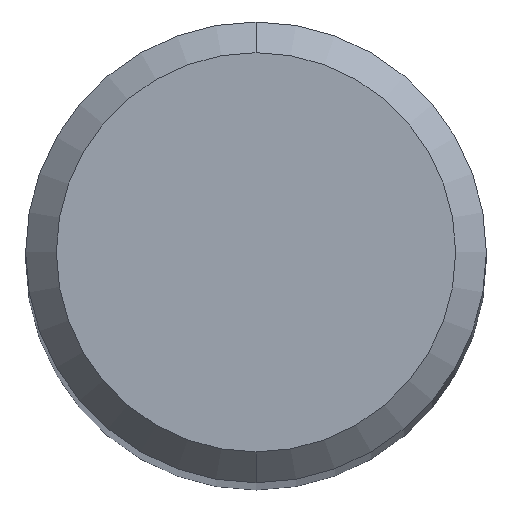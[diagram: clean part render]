
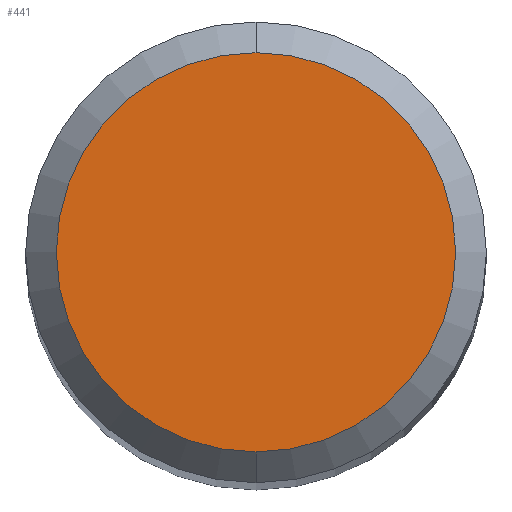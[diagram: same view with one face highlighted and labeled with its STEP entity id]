
A CAD part, top view. The second image highlights one B-rep face of the part: STEP entity #441.
In plain terms, the highlighted planar face has unit normal (0, 0, 1).
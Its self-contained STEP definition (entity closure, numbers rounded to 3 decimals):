
#191=VERTEX_POINT('',#501);
#349=EDGE_CURVE('',#365,#191,#673,.T.);
#365=VERTEX_POINT('',#689);
#397=EDGE_CURVE('',#191,#365,#724,.T.);
#441=ADVANCED_FACE('',(#774),#775,.T.);
#501=CARTESIAN_POINT('',(0.0,2.6,0.0));
#673=CIRCLE('',#1203,2.6);
#689=CARTESIAN_POINT('',(0.,-2.6,0.0));
#724=CIRCLE('',#1342,2.6);
#774=FACE_OUTER_BOUND('',#1401,.T.);
#775=PLANE('',#1402);
#1203=AXIS2_PLACEMENT_3D('',#1638,#1639,#1640);
#1342=AXIS2_PLACEMENT_3D('',#1702,#1703,#1704);
#1401=EDGE_LOOP('',(#1767,#1768));
#1402=AXIS2_PLACEMENT_3D('',#1769,#1770,#1771);
#1638=CARTESIAN_POINT('',(0.0,0.0,0.0));
#1639=DIRECTION('',(0.0,0.0,-1.0));
#1640=DIRECTION('',(0.0,1.0,0.0));
#1702=CARTESIAN_POINT('',(0.0,0.0,0.0));
#1703=DIRECTION('',(0.0,0.0,-1.0));
#1704=DIRECTION('',(0.0,1.0,0.0));
#1767=ORIENTED_EDGE('',*,*,#397,.F.);
#1768=ORIENTED_EDGE('',*,*,#349,.F.);
#1769=CARTESIAN_POINT('',(0.0,1.3,0.0));
#1770=DIRECTION('',(-0.0,0.0,1.0));
#1771=DIRECTION('',(0.0,-1.0,0.0));
